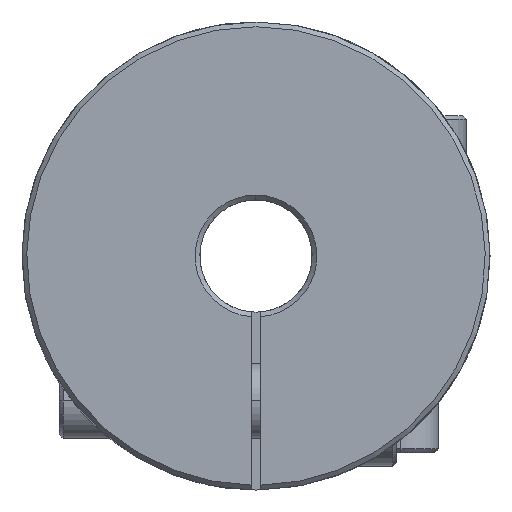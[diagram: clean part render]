
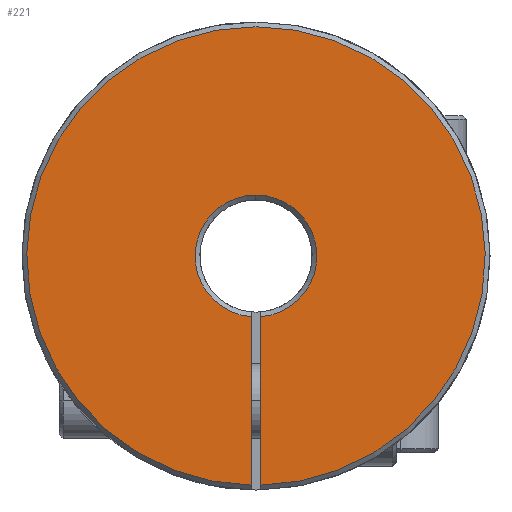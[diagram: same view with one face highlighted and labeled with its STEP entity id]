
A CAD part, left-side view. The second image highlights one B-rep face of the part: STEP entity #221.
In plain terms, the highlighted planar face has unit normal (-1, 0, 0).
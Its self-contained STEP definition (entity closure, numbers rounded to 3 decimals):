
#221 = ADVANCED_FACE ( 'NONE', ( #2754 ), #2306, .F. ) ;
#471 = EDGE_CURVE ( 'NONE', #5049, #5048, #2885, .T. ) ;
#543 = EDGE_CURVE ( 'NONE', #5048, #5089, #3664, .T. ) ;
#547 = EDGE_CURVE ( 'NONE', #5090, #5049, #3661, .T. ) ;
#552 = EDGE_CURVE ( 'NONE', #5088, #5090, #3678, .T. ) ;
#553 = EDGE_CURVE ( 'NONE', #5088, #5089, #3665, .T. ) ;
#1237 = EDGE_LOOP ( 'NONE', ( #5299, #5300, #5301, #5302, #5303 ) ) ;
#2302 = CARTESIAN_POINT ( 'NONE',  ( -19., 0., 0. ) ) ;
#2306 = PLANE ( 'NONE',  #2510 ) ;
#2309 = DIRECTION ( 'NONE',  ( 1., 0., 0. ) ) ;
#2310 = DIRECTION ( 'NONE',  ( 0., 0., -1. ) ) ;
#2510 = AXIS2_PLACEMENT_3D ( 'NONE', #2302, #2309, #2310 ) ;
#2570 = AXIS2_PLACEMENT_3D ( 'NONE', #3274, #3275, #3276 ) ;
#2613 = AXIS2_PLACEMENT_3D ( 'NONE', #3539, #3581, #3582 ) ;
#2618 = AXIS2_PLACEMENT_3D ( 'NONE', #3601, #3606, #3607 ) ;
#2754 = FACE_OUTER_BOUND ( 'NONE', #1237, .T. ) ;
#2885 = CIRCLE ( 'NONE', #2570, 3.254 ) ;
#3274 = CARTESIAN_POINT ( 'NONE',  ( -19., 0., 0. ) ) ;
#3275 = DIRECTION ( 'NONE',  ( 1., 0., 0. ) ) ;
#3276 = DIRECTION ( 'NONE',  ( 0., 0., -1. ) ) ;
#3539 = CARTESIAN_POINT ( 'NONE',  ( -19., 0., 0. ) ) ;
#3581 = DIRECTION ( 'NONE',  ( 1., 0., 0. ) ) ;
#3582 = DIRECTION ( 'NONE',  ( 0., 0., -1. ) ) ;
#3592 = CARTESIAN_POINT ( 'NONE',  ( -19., 0.25, -12.5 ) ) ;
#3593 = DIRECTION ( 'NONE',  ( 0., 0., 1. ) ) ;
#3601 = CARTESIAN_POINT ( 'NONE',  ( -19., 0., 0. ) ) ;
#3606 = DIRECTION ( 'NONE',  ( -1., 0., 0. ) ) ;
#3607 = DIRECTION ( 'NONE',  ( 0., 0., -1. ) ) ;
#3608 = CARTESIAN_POINT ( 'NONE',  ( -19., -0.25, -12.5 ) ) ;
#3609 = DIRECTION ( 'NONE',  ( 0., 0., 1. ) ) ;
#3661 = LINE ( 'NONE', #3592, #3667 ) ;
#3664 = CIRCLE ( 'NONE', #2613, 3.254 ) ;
#3665 = LINE ( 'NONE', #3608, #3676 ) ;
#3667 = VECTOR ( 'NONE', #3593, 1000. ) ;
#3676 = VECTOR ( 'NONE', #3609, 1000. ) ;
#3678 = CIRCLE ( 'NONE', #2618, 12.246 ) ;
#4913 = CARTESIAN_POINT ( 'NONE',  ( -19., 0., 3.254 ) ) ;
#4914 = CARTESIAN_POINT ( 'NONE',  ( -19., 0.25, -3.244 ) ) ;
#4953 = CARTESIAN_POINT ( 'NONE',  ( -19., -0.25, -12.243 ) ) ;
#4954 = CARTESIAN_POINT ( 'NONE',  ( -19., -0.25, -3.244 ) ) ;
#4955 = CARTESIAN_POINT ( 'NONE',  ( -19., 0.25, -12.243 ) ) ;
#5048 = VERTEX_POINT ( 'NONE', #4913 ) ;
#5049 = VERTEX_POINT ( 'NONE', #4914 ) ;
#5088 = VERTEX_POINT ( 'NONE', #4953 ) ;
#5089 = VERTEX_POINT ( 'NONE', #4954 ) ;
#5090 = VERTEX_POINT ( 'NONE', #4955 ) ;
#5299 = ORIENTED_EDGE ( 'NONE', *, *, #553, .F. ) ;
#5300 = ORIENTED_EDGE ( 'NONE', *, *, #552, .T. ) ;
#5301 = ORIENTED_EDGE ( 'NONE', *, *, #547, .T. ) ;
#5302 = ORIENTED_EDGE ( 'NONE', *, *, #471, .T. ) ;
#5303 = ORIENTED_EDGE ( 'NONE', *, *, #543, .T. ) ;
